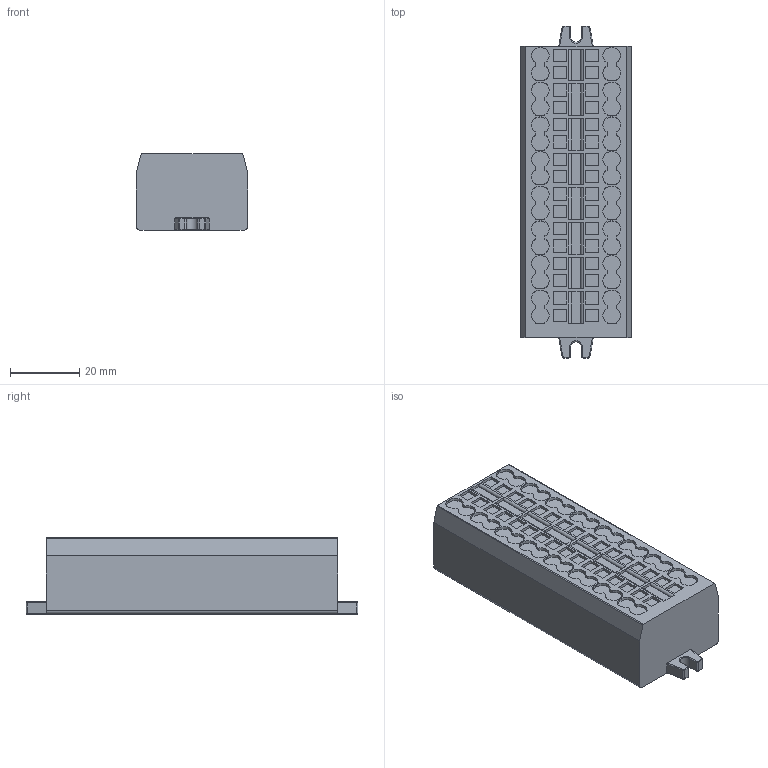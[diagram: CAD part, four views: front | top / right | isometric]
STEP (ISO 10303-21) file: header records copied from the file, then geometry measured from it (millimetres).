
FILE_DESCRIPTION(/* description */ ('Unknown'),/* implementation_level */ '2;1');
FILE_NAME(/* name */ 'SQTP2.5P4-8W_SOLID',/* time_stamp */ '2024-08-08T11:28:37+06:00',/* author */ ('Unknown'),/* organization */ ('Unknown'),/* preprocessor_version */ 'ST-DEVELOPER v16.7',/* originating_system */ 'Solid Edge',/* authorisation */ 'Unknown');
FILE_SCHEMA (('AUTOMOTIVE_DESIGN {1 0 10303 214 3 1 1}'));
Length unit declared in the file: millimetre
Products named in the file (1): SQTP2.5P4-8W_SOLID
Bounding box: 32.05 x 95.8 x 22 mm (x, y, z)
Volume: 57804.5 mm3; surface area: 11319.6 mm2
Topology: 1 solids, 3 shells, 482 faces, 1220 edges, 800 vertices
Faces by surface type: plane 340, cone 66, cylinder 56, torus 20
Entity records: 19319 total; most frequent: CARTESIAN_POINT 4237, ORIENTED_EDGE 2440, DIRECTION 2350, EDGE_CURVE 1220, LINE 860, VECTOR 860, VERTEX_POINT 800, AXIS2_PLACEMENT_3D 745
